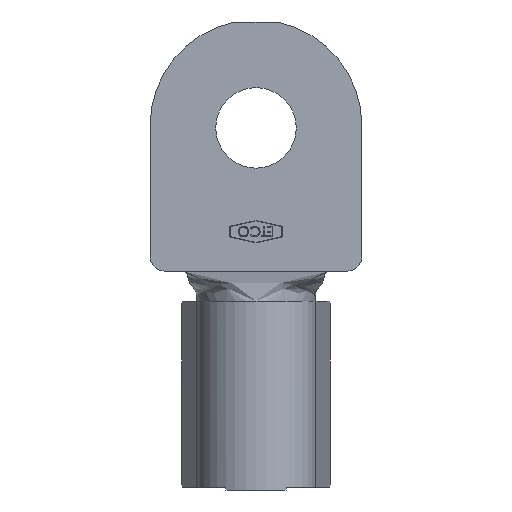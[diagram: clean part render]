
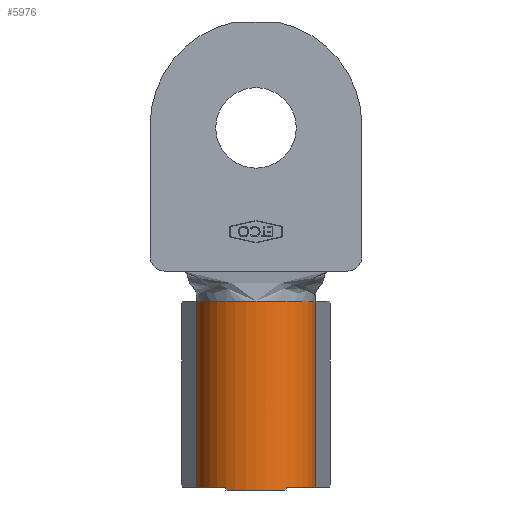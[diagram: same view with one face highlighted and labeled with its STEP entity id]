
A CAD part, front view. The second image highlights one B-rep face of the part: STEP entity #5976.
In plain terms, the highlighted cylindrical face has radius 5.334 mm (diameter 10.668 mm), a partial arc.
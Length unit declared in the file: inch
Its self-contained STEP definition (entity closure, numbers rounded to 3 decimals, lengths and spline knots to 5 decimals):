
#76 = CARTESIAN_POINT ( 'NONE',  ( 0., 0., 0.65 ) ) ;
#107 = DIRECTION ( 'NONE',  ( 0., 0., 1. ) ) ;
#201 = DIRECTION ( 'NONE',  ( 1., 0., 0. ) ) ;
#301 = CIRCLE ( 'NONE', #5125, 0.21 ) ;
#544 = LINE ( 'NONE', #3323, #2505 ) ;
#571 = CIRCLE ( 'NONE', #2841, 0.21 ) ;
#624 = DIRECTION ( 'NONE',  ( 1., 0., 0. ) ) ;
#686 = LINE ( 'NONE', #6031, #4727 ) ;
#709 = ORIENTED_EDGE ( 'NONE', *, *, #3999, .F. ) ;
#850 = VERTEX_POINT ( 'NONE', #2328 ) ;
#982 = CARTESIAN_POINT ( 'NONE',  ( -0.20666, -0.0373, 0. ) ) ;
#987 = CARTESIAN_POINT ( 'NONE',  ( 0., 0., -0.01 ) ) ;
#1002 = DIRECTION ( 'NONE',  ( 0., 0., -1. ) ) ;
#1012 = DIRECTION ( 'NONE',  ( 0., 0., 1. ) ) ;
#1258 = EDGE_LOOP ( 'NONE', ( #3402, #5456, #1607, #6474, #4588, #709, #4471, #2507 ) ) ;
#1424 = CARTESIAN_POINT ( 'NONE',  ( -0.105, -0.18187, -0.01 ) ) ;
#1488 = VERTEX_POINT ( 'NONE', #2957 ) ;
#1547 = DIRECTION ( 'NONE',  ( -1., 0., 0. ) ) ;
#1552 = VERTEX_POINT ( 'NONE', #2828 ) ;
#1607 = ORIENTED_EDGE ( 'NONE', *, *, #1763, .F. ) ;
#1745 = VERTEX_POINT ( 'NONE', #1424 ) ;
#1763 = EDGE_CURVE ( 'NONE', #1552, #1745, #571, .T. ) ;
#1856 = CIRCLE ( 'NONE', #5259, 0.21 ) ;
#1976 = VERTEX_POINT ( 'NONE', #5452 ) ;
#1985 = FACE_OUTER_BOUND ( 'NONE', #1258, .T. ) ;
#2037 = VECTOR ( 'NONE', #3725, 39.37008 ) ;
#2047 = DIRECTION ( 'NONE',  ( -1., 0., 0. ) ) ;
#2328 = CARTESIAN_POINT ( 'NONE',  ( 0.20666, -0.0373, 0. ) ) ;
#2348 = EDGE_CURVE ( 'NONE', #1488, #6430, #3580, .T. ) ;
#2429 = CARTESIAN_POINT ( 'NONE',  ( -0.105, -0.18187, 0. ) ) ;
#2505 = VECTOR ( 'NONE', #107, 39.37008 ) ;
#2507 = ORIENTED_EDGE ( 'NONE', *, *, #2348, .T. ) ;
#2803 = VERTEX_POINT ( 'NONE', #6644 ) ;
#2828 = CARTESIAN_POINT ( 'NONE',  ( 0.105, -0.18187, -0.01 ) ) ;
#2841 = AXIS2_PLACEMENT_3D ( 'NONE', #987, #4669, #1547 ) ;
#2949 = EDGE_CURVE ( 'NONE', #1488, #2803, #1856, .T. ) ;
#2957 = CARTESIAN_POINT ( 'NONE',  ( -0.20666, -0.0373, 0.65 ) ) ;
#3305 = EDGE_CURVE ( 'NONE', #6430, #4478, #301, .T. ) ;
#3323 = CARTESIAN_POINT ( 'NONE',  ( -0.105, -0.18187, -0.01 ) ) ;
#3402 = ORIENTED_EDGE ( 'NONE', *, *, #3305, .T. ) ;
#3420 = DIRECTION ( 'NONE',  ( 0., 0., 1. ) ) ;
#3533 = EDGE_CURVE ( 'NONE', #1745, #4478, #544, .T. ) ;
#3560 = VECTOR ( 'NONE', #1002, 39.37008 ) ;
#3579 = CARTESIAN_POINT ( 'NONE',  ( 0.20666, -0.0373, 0.65 ) ) ;
#3580 = LINE ( 'NONE', #6852, #2037 ) ;
#3613 = DIRECTION ( 'NONE',  ( 0., 0., -1. ) ) ;
#3725 = DIRECTION ( 'NONE',  ( 0., 0., -1. ) ) ;
#3807 = DIRECTION ( 'NONE',  ( 0., 0., 1. ) ) ;
#3949 = DIRECTION ( 'NONE',  ( 0., 0., 1. ) ) ;
#3999 = EDGE_CURVE ( 'NONE', #2803, #850, #5109, .T. ) ;
#4159 = CIRCLE ( 'NONE', #6652, 0.21 ) ;
#4168 = CARTESIAN_POINT ( 'NONE',  ( 0., 0., 0. ) ) ;
#4420 = AXIS2_PLACEMENT_3D ( 'NONE', #5672, #3613, #2047 ) ;
#4471 = ORIENTED_EDGE ( 'NONE', *, *, #2949, .F. ) ;
#4478 = VERTEX_POINT ( 'NONE', #2429 ) ;
#4588 = ORIENTED_EDGE ( 'NONE', *, *, #5749, .T. ) ;
#4669 = DIRECTION ( 'NONE',  ( 0., 0., -1. ) ) ;
#4686 = DIRECTION ( 'NONE',  ( 1., 0., 0. ) ) ;
#4727 = VECTOR ( 'NONE', #3949, 39.37008 ) ;
#5109 = LINE ( 'NONE', #3579, #3560 ) ;
#5125 = AXIS2_PLACEMENT_3D ( 'NONE', #4168, #1012, #4686 ) ;
#5259 = AXIS2_PLACEMENT_3D ( 'NONE', #76, #3807, #624 ) ;
#5452 = CARTESIAN_POINT ( 'NONE',  ( 0.105, -0.18187, 0. ) ) ;
#5456 = ORIENTED_EDGE ( 'NONE', *, *, #3533, .F. ) ;
#5632 = CYLINDRICAL_SURFACE ( 'NONE', #4420, 0.21 ) ;
#5672 = CARTESIAN_POINT ( 'NONE',  ( 0., 0., 0.65 ) ) ;
#5749 = EDGE_CURVE ( 'NONE', #1976, #850, #4159, .T. ) ;
#5976 = ADVANCED_FACE ( 'NONE', ( #1985 ), #5632, .T. ) ;
#6031 = CARTESIAN_POINT ( 'NONE',  ( 0.105, -0.18187, -0.01 ) ) ;
#6430 = VERTEX_POINT ( 'NONE', #982 ) ;
#6474 = ORIENTED_EDGE ( 'NONE', *, *, #6787, .T. ) ;
#6538 = CARTESIAN_POINT ( 'NONE',  ( 0., 0., 0. ) ) ;
#6644 = CARTESIAN_POINT ( 'NONE',  ( 0.20666, -0.0373, 0.65 ) ) ;
#6652 = AXIS2_PLACEMENT_3D ( 'NONE', #6538, #3420, #201 ) ;
#6787 = EDGE_CURVE ( 'NONE', #1552, #1976, #686, .T. ) ;
#6852 = CARTESIAN_POINT ( 'NONE',  ( -0.20666, -0.0373, 0.65 ) ) ;
